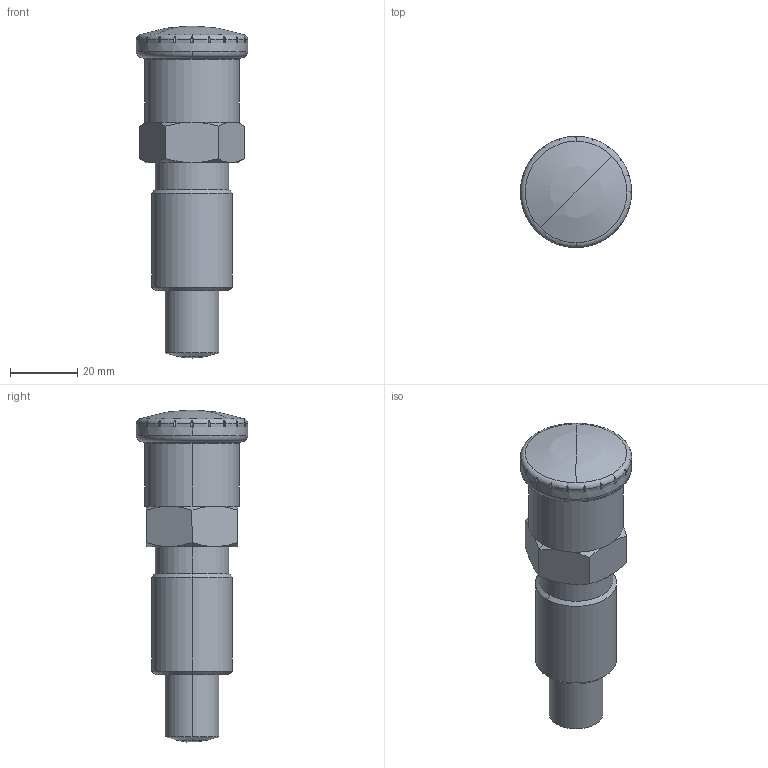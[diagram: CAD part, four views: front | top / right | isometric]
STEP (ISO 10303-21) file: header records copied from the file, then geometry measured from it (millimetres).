
FILE_DESCRIPTION(('STEP AP214'),'1');
FILE_NAME('HALDERN_EH_22110_0117.stp','2017-11-08T12:45:08',('TraceParts'),('TraceParts S.A.'),'Spatial InterOp 3D',' ',' ');
FILE_SCHEMA(('automotive_design'));
Length unit declared in the file: millimetre
Products named in the file (2): HALDERN_EH_22110_0117_1; HALDERN_EH_22110_0117_2
Bounding box: 33 x 33 x 98.43 mm (x, y, z)
Volume: 41032 mm3; surface area: 14132.3 mm2
Topology: 2 solids, 2 shells, 116 faces, 304 edges, 193 vertices
Faces by surface type: plane 71, cone 22, cylinder 14, torus 6, sphere 3
Entity records: 4941 total; most frequent: CARTESIAN_POINT 1189, ORIENTED_EDGE 604, DIRECTION 582, EDGE_CURVE 302, AXIS2_PLACEMENT_3D 226, VERTEX_POINT 193, LINE 130, VECTOR 130
